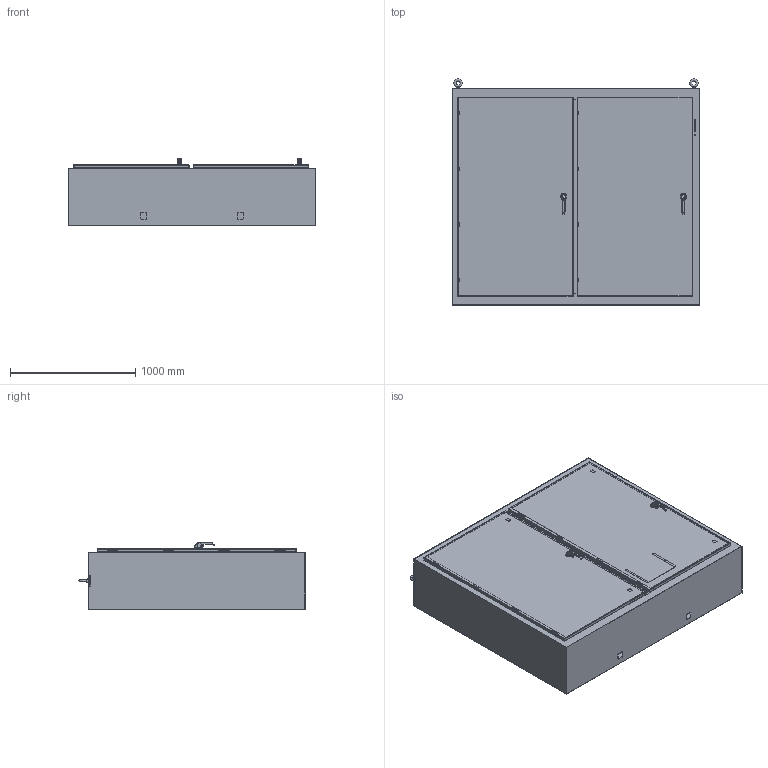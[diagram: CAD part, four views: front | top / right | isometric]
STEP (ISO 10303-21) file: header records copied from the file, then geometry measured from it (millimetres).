
FILE_DESCRIPTION (( 'STEP AP214' ), '1' );
FILE_NAME ('SCE-N68XM7818.STEP', '2024-05-08T16:42:12', ( '' ), ( '' ), 'SwSTEP 2.0', 'SolidWorks 2023', '' );
FILE_SCHEMA (( 'AUTOMOTIVE_DESIGN' ));
Length unit declared in the file: inch
Products named in the file (1): SCE-N68XM7818
Bounding box: 1974.85 x 1801.95 x 534.57 mm (x, y, z)
Volume: 32407885.2 mm3; surface area: 24296464.5 mm2
Topology: 46 solids, 54 shells, 7213 faces, 18510 edges, 11474 vertices
Faces by surface type: plane 3016, cylinder 2409, bspline 832, torus 536, cone 220, sphere 200
Full cylindrical faces by diameter (mm): 1.016 x8, 3.978 x8, 4.318 x40, 4.978 x32, 5.016 x4, 5.207 x16, 5.232 x16, 5.537 x8, 6.096 x16, 6.198 x16, 6.35 x16, 7.137 x2, 9.525 x16, 10.323 x16, 11.25 x2, 15.24 x2, 16 x1, 29.8 x2
Entity records: 335162 total; most frequent: CARTESIAN_POINT 169612, ORIENTED_EDGE 35676, DIRECTION 31959, EDGE_CURVE 17838, AXIS2_PLACEMENT_3D 11555, VERTEX_POINT 11266, LINE 8849, VECTOR 8849
